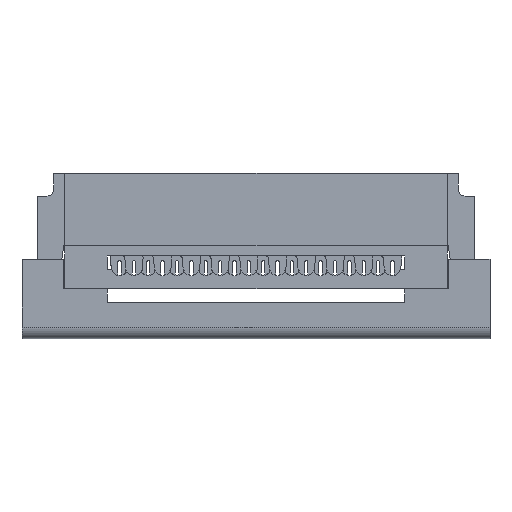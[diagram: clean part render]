
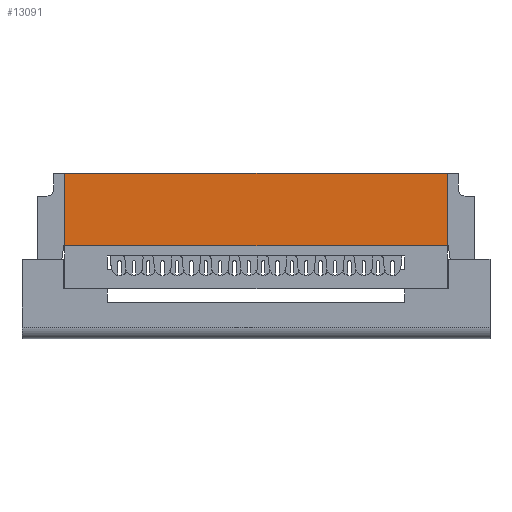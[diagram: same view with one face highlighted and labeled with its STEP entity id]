
A CAD part, front view. The second image highlights one B-rep face of the part: STEP entity #13091.
In plain terms, the highlighted planar face has unit normal (0, -1, 0).
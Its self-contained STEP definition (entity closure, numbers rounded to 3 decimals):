
#130 = VERTEX_POINT('',#131);
#131 = CARTESIAN_POINT('',(1951.826,1290.966,0.));
#138 = PLANE('',#139);
#139 = AXIS2_PLACEMENT_3D('',#140,#141,#142);
#140 = CARTESIAN_POINT('',(1951.826,0.,3.2));
#141 = DIRECTION('',(1.,0.,-0.));
#142 = DIRECTION('',(-0.,0.,-1.));
#150 = PLANE('',#151);
#151 = AXIS2_PLACEMENT_3D('',#152,#153,#154);
#152 = CARTESIAN_POINT('',(0.,0.,0.));
#153 = DIRECTION('',(-0.,0.,1.));
#154 = DIRECTION('',(1.,0.,0.));
#191 = VERTEX_POINT('',#192);
#192 = CARTESIAN_POINT('',(1951.826,1290.966,3.2));
#206 = PLANE('',#207);
#207 = AXIS2_PLACEMENT_3D('',#208,#209,#210);
#208 = CARTESIAN_POINT('',(0.,0.,3.2));
#209 = DIRECTION('',(-0.,0.,1.));
#210 = DIRECTION('',(1.,0.,0.));
#218 = EDGE_CURVE('',#191,#130,#219,.T.);
#219 = SURFACE_CURVE('',#220,(#224,#231),.PCURVE_S1.);
#220 = LINE('',#221,#222);
#221 = CARTESIAN_POINT('',(1951.826,1290.966,3.2));
#222 = VECTOR('',#223,1.);
#223 = DIRECTION('',(-0.,-0.,-1.));
#224 = PCURVE('',#138,#225);
#225 = DEFINITIONAL_REPRESENTATION('',(#226),#230);
#226 = LINE('',#227,#228);
#227 = CARTESIAN_POINT('',(0.,1290.966));
#228 = VECTOR('',#229,1.);
#229 = DIRECTION('',(1.,-0.));
#230 = ( GEOMETRIC_REPRESENTATION_CONTEXT(2) 
PARAMETRIC_REPRESENTATION_CONTEXT() REPRESENTATION_CONTEXT('2D SPACE',''
  ) );
#231 = PCURVE('',#232,#237);
#232 = PLANE('',#233);
#233 = AXIS2_PLACEMENT_3D('',#234,#235,#236);
#234 = CARTESIAN_POINT('',(0.,1290.966,3.2));
#235 = DIRECTION('',(0.,-1.,0.));
#236 = DIRECTION('',(1.,0.,0.));
#237 = DEFINITIONAL_REPRESENTATION('',(#238),#242);
#238 = LINE('',#239,#240);
#239 = CARTESIAN_POINT('',(1951.826,0.));
#240 = VECTOR('',#241,1.);
#241 = DIRECTION('',(0.,-1.));
#242 = ( GEOMETRIC_REPRESENTATION_CONTEXT(2) 
PARAMETRIC_REPRESENTATION_CONTEXT() REPRESENTATION_CONTEXT('2D SPACE',''
  ) );
#4971 = EDGE_CURVE('',#130,#4972,#4974,.T.);
#4972 = VERTEX_POINT('',#4973);
#4973 = CARTESIAN_POINT('',(1934.936,1290.966,0.));
#4974 = SURFACE_CURVE('',#4975,(#4979,#4986),.PCURVE_S1.);
#4975 = LINE('',#4976,#4977);
#4976 = CARTESIAN_POINT('',(0.,1290.966,0.));
#4977 = VECTOR('',#4978,1.);
#4978 = DIRECTION('',(-1.,0.,0.));
#4979 = PCURVE('',#150,#4980);
#4980 = DEFINITIONAL_REPRESENTATION('',(#4981),#4985);
#4981 = LINE('',#4982,#4983);
#4982 = CARTESIAN_POINT('',(0.,1290.966));
#4983 = VECTOR('',#4984,1.);
#4984 = DIRECTION('',(-1.,0.));
#4985 = ( GEOMETRIC_REPRESENTATION_CONTEXT(2) 
PARAMETRIC_REPRESENTATION_CONTEXT() REPRESENTATION_CONTEXT('2D SPACE',''
  ) );
#4986 = PCURVE('',#232,#4987);
#4987 = DEFINITIONAL_REPRESENTATION('',(#4988),#4992);
#4988 = LINE('',#4989,#4990);
#4989 = CARTESIAN_POINT('',(0.,-3.2));
#4990 = VECTOR('',#4991,1.);
#4991 = DIRECTION('',(-1.,0.));
#4992 = ( GEOMETRIC_REPRESENTATION_CONTEXT(2) 
PARAMETRIC_REPRESENTATION_CONTEXT() REPRESENTATION_CONTEXT('2D SPACE',''
  ) );
#5010 = PLANE('',#5011);
#5011 = AXIS2_PLACEMENT_3D('',#5012,#5013,#5014);
#5012 = CARTESIAN_POINT('',(1934.936,0.,3.2)
  );
#5013 = DIRECTION('',(1.,0.,0.));
#5014 = DIRECTION('',(0.,1.,0.));
#13027 = VERTEX_POINT('',#13028);
#13028 = CARTESIAN_POINT('',(1934.936,1290.966,3.2));
#13071 = EDGE_CURVE('',#13027,#4972,#13072,.T.);
#13072 = SURFACE_CURVE('',#13073,(#13077,#13084),.PCURVE_S1.);
#13073 = LINE('',#13074,#13075);
#13074 = CARTESIAN_POINT('',(1934.936,1290.966,3.2));
#13075 = VECTOR('',#13076,1.);
#13076 = DIRECTION('',(-0.,-0.,-1.));
#13077 = PCURVE('',#5010,#13078);
#13078 = DEFINITIONAL_REPRESENTATION('',(#13079),#13083);
#13079 = LINE('',#13080,#13081);
#13080 = CARTESIAN_POINT('',(1290.966,0.));
#13081 = VECTOR('',#13082,1.);
#13082 = DIRECTION('',(0.,-1.));
#13083 = ( GEOMETRIC_REPRESENTATION_CONTEXT(2) 
PARAMETRIC_REPRESENTATION_CONTEXT() REPRESENTATION_CONTEXT('2D SPACE',''
  ) );
#13084 = PCURVE('',#232,#13085);
#13085 = DEFINITIONAL_REPRESENTATION('',(#13086),#13090);
#13086 = LINE('',#13087,#13088);
#13087 = CARTESIAN_POINT('',(1934.936,0.));
#13088 = VECTOR('',#13089,1.);
#13089 = DIRECTION('',(0.,-1.));
#13090 = ( GEOMETRIC_REPRESENTATION_CONTEXT(2) 
PARAMETRIC_REPRESENTATION_CONTEXT() REPRESENTATION_CONTEXT('2D SPACE',''
  ) );
#13091 = ADVANCED_FACE('',(#13092),#232,.T.);
#13092 = FACE_BOUND('',#13093,.T.);
#13093 = EDGE_LOOP('',(#13094,#13095,#13096,#13117));
#13094 = ORIENTED_EDGE('',*,*,#4971,.F.);
#13095 = ORIENTED_EDGE('',*,*,#218,.F.);
#13096 = ORIENTED_EDGE('',*,*,#13097,.T.);
#13097 = EDGE_CURVE('',#191,#13027,#13098,.T.);
#13098 = SURFACE_CURVE('',#13099,(#13103,#13110),.PCURVE_S1.);
#13099 = LINE('',#13100,#13101);
#13100 = CARTESIAN_POINT('',(0.,1290.966,3.2)
  );
#13101 = VECTOR('',#13102,1.);
#13102 = DIRECTION('',(-1.,0.,0.));
#13103 = PCURVE('',#232,#13104);
#13104 = DEFINITIONAL_REPRESENTATION('',(#13105),#13109);
#13105 = LINE('',#13106,#13107);
#13106 = CARTESIAN_POINT('',(0.,0.));
#13107 = VECTOR('',#13108,1.);
#13108 = DIRECTION('',(-1.,0.));
#13109 = ( GEOMETRIC_REPRESENTATION_CONTEXT(2) 
PARAMETRIC_REPRESENTATION_CONTEXT() REPRESENTATION_CONTEXT('2D SPACE',''
  ) );
#13110 = PCURVE('',#206,#13111);
#13111 = DEFINITIONAL_REPRESENTATION('',(#13112),#13116);
#13112 = LINE('',#13113,#13114);
#13113 = CARTESIAN_POINT('',(0.,1290.966));
#13114 = VECTOR('',#13115,1.);
#13115 = DIRECTION('',(-1.,0.));
#13116 = ( GEOMETRIC_REPRESENTATION_CONTEXT(2) 
PARAMETRIC_REPRESENTATION_CONTEXT() REPRESENTATION_CONTEXT('2D SPACE',''
  ) );
#13117 = ORIENTED_EDGE('',*,*,#13071,.T.);
